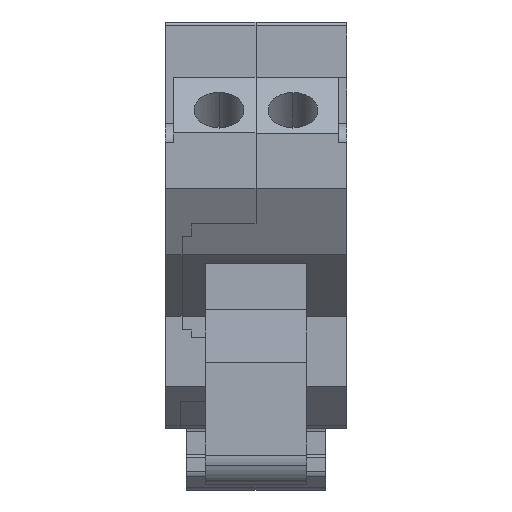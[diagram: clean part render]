
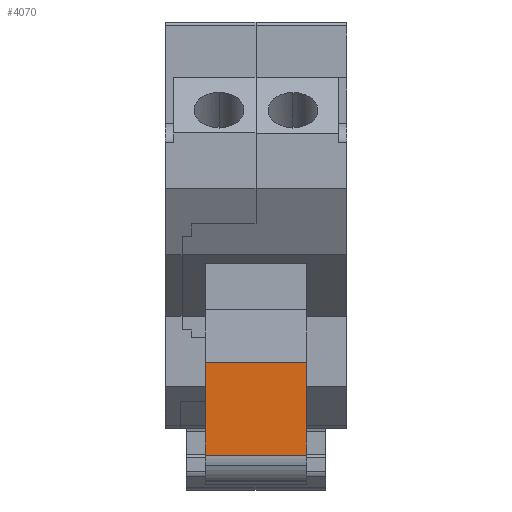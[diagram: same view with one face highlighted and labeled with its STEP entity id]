
A CAD part, front view. The second image highlights one B-rep face of the part: STEP entity #4070.
In plain terms, the highlighted planar face has unit normal (0, -1, 0).
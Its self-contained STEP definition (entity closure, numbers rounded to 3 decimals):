
#4070=ADVANCED_FACE('',(#11034),#11035,.T.);
#8634=VERTEX_POINT('',#15787);
#8638=VERTEX_POINT('',#15791);
#8640=EDGE_CURVE('',#8638,#8634,#15793,.T.);
#8682=VERTEX_POINT('',#15835);
#8686=EDGE_CURVE('',#8682,#8634,#15839,.T.);
#8688=VERTEX_POINT('',#15841);
#8690=EDGE_CURVE('',#8688,#8682,#15843,.T.);
#8692=EDGE_CURVE('',#8688,#8638,#15845,.T.);
#11034=FACE_OUTER_BOUND('',#18182,.T.);
#11035=PLANE('',#18183);
#15787=CARTESIAN_POINT('',(2.15,2.6,1.888));
#15791=CARTESIAN_POINT('',(2.15,2.6,6.892));
#15793=LINE('',#25313,#25314);
#15835=CARTESIAN_POINT('',(7.65,2.6,1.888));
#15839=LINE('',#25385,#25386);
#15841=CARTESIAN_POINT('',(7.65,2.6,6.892));
#15843=LINE('',#25391,#25392);
#15845=LINE('',#25395,#25396);
#18182=EDGE_LOOP('',(#31157,#31158,#31159,#31160));
#18183=AXIS2_PLACEMENT_3D('',#31161,#31162,#31163);
#25313=CARTESIAN_POINT('',(2.15,2.6,6.892));
#25314=VECTOR('',#34409,1.0);
#25385=CARTESIAN_POINT('',(7.65,2.6,1.888));
#25386=VECTOR('',#34432,1.0);
#25391=CARTESIAN_POINT('',(7.65,2.6,6.892));
#25392=VECTOR('',#34433,1.0);
#25395=CARTESIAN_POINT('',(7.65,2.6,6.892));
#25396=VECTOR('',#34434,1.0);
#31157=ORIENTED_EDGE('',*,*,#8640,.T.);
#31158=ORIENTED_EDGE('',*,*,#8686,.F.);
#31159=ORIENTED_EDGE('',*,*,#8690,.F.);
#31160=ORIENTED_EDGE('',*,*,#8692,.T.);
#31161=CARTESIAN_POINT('',(7.65,2.6,6.892));
#31162=DIRECTION('',(0.0,-1.0,0.0));
#31163=DIRECTION('',(0.0,0.0,1.0));
#34409=DIRECTION('',(0.0,0.0,-1.0));
#34432=DIRECTION('',(-1.0,0.0,0.0));
#34433=DIRECTION('',(0.0,0.0,-1.0));
#34434=DIRECTION('',(-1.0,0.0,0.0));
